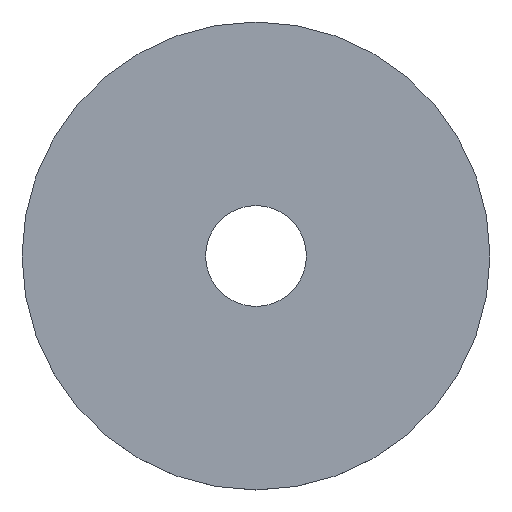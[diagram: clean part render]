
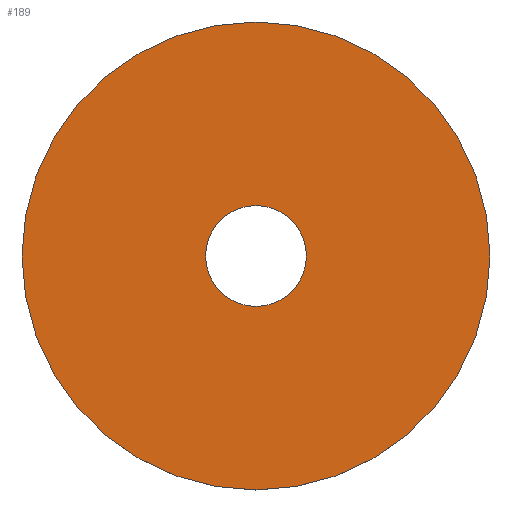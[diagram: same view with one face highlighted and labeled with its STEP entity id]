
A CAD part, top view. The second image highlights one B-rep face of the part: STEP entity #189.
In plain terms, the highlighted planar face has unit normal (0, 0, 1).
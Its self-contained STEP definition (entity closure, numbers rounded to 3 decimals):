
#6 = EDGE_CURVE ( 'NONE', #85, #22, #127, .T. ) ;
#9 = DIRECTION ( 'NONE',  ( 1., 0., 0. ) ) ;
#10 = EDGE_LOOP ( 'NONE', ( #169, #115 ) ) ;
#11 = AXIS2_PLACEMENT_3D ( 'NONE', #187, #168, #122 ) ;
#16 = DIRECTION ( 'NONE',  ( 0., 0., 1. ) ) ;
#17 = EDGE_CURVE ( 'NONE', #146, #87, #208, .T. ) ;
#22 = VERTEX_POINT ( 'NONE', #184 ) ;
#32 = PLANE ( 'NONE',  #39 ) ;
#36 = DIRECTION ( 'NONE',  ( 1., 0., 0. ) ) ;
#39 = AXIS2_PLACEMENT_3D ( 'NONE', #155, #197, #128 ) ;
#61 = CARTESIAN_POINT ( 'NONE',  ( -35.25, 0., 1. ) ) ;
#62 = CARTESIAN_POINT ( 'NONE',  ( 0., 0., 1. ) ) ;
#65 = EDGE_CURVE ( 'NONE', #22, #85, #67, .T. ) ;
#67 = CIRCLE ( 'NONE', #11, 7.6 ) ;
#73 = ORIENTED_EDGE ( 'NONE', *, *, #6, .F. ) ;
#85 = VERTEX_POINT ( 'NONE', #177 ) ;
#86 = DIRECTION ( 'NONE',  ( 0., 0., 1. ) ) ;
#87 = VERTEX_POINT ( 'NONE', #61 ) ;
#88 = AXIS2_PLACEMENT_3D ( 'NONE', #151, #164, #204 ) ;
#89 = CARTESIAN_POINT ( 'NONE',  ( 0., 0., 1. ) ) ;
#98 = AXIS2_PLACEMENT_3D ( 'NONE', #62, #16, #36 ) ;
#110 = FACE_BOUND ( 'NONE', #117, .T. ) ;
#115 = ORIENTED_EDGE ( 'NONE', *, *, #17, .T. ) ;
#117 = EDGE_LOOP ( 'NONE', ( #73, #163 ) ) ;
#122 = DIRECTION ( 'NONE',  ( 1., 0., 0. ) ) ;
#124 = EDGE_CURVE ( 'NONE', #87, #146, #133, .T. ) ;
#127 = CIRCLE ( 'NONE', #200, 7.6 ) ;
#128 = DIRECTION ( 'NONE',  ( 1., 0., 0. ) ) ;
#133 = CIRCLE ( 'NONE', #98, 35.25 ) ;
#141 = FACE_OUTER_BOUND ( 'NONE', #10, .T. ) ;
#146 = VERTEX_POINT ( 'NONE', #176 ) ;
#151 = CARTESIAN_POINT ( 'NONE',  ( 0., 0., 1. ) ) ;
#155 = CARTESIAN_POINT ( 'NONE',  ( 0., 0., 1. ) ) ;
#163 = ORIENTED_EDGE ( 'NONE', *, *, #65, .F. ) ;
#164 = DIRECTION ( 'NONE',  ( 0., 0., 1. ) ) ;
#168 = DIRECTION ( 'NONE',  ( 0., 0., 1. ) ) ;
#169 = ORIENTED_EDGE ( 'NONE', *, *, #124, .T. ) ;
#176 = CARTESIAN_POINT ( 'NONE',  ( 35.25, 0., 1. ) ) ;
#177 = CARTESIAN_POINT ( 'NONE',  ( -7.6, 0., 1. ) ) ;
#184 = CARTESIAN_POINT ( 'NONE',  ( 7.6, 0., 1. ) ) ;
#187 = CARTESIAN_POINT ( 'NONE',  ( 0., 0., 1. ) ) ;
#189 = ADVANCED_FACE ( 'NONE', ( #141, #110 ), #32, .T. ) ;
#197 = DIRECTION ( 'NONE',  ( 0., 0., 1. ) ) ;
#200 = AXIS2_PLACEMENT_3D ( 'NONE', #89, #86, #9 ) ;
#204 = DIRECTION ( 'NONE',  ( 1., 0., 0. ) ) ;
#208 = CIRCLE ( 'NONE', #88, 35.25 ) ;
